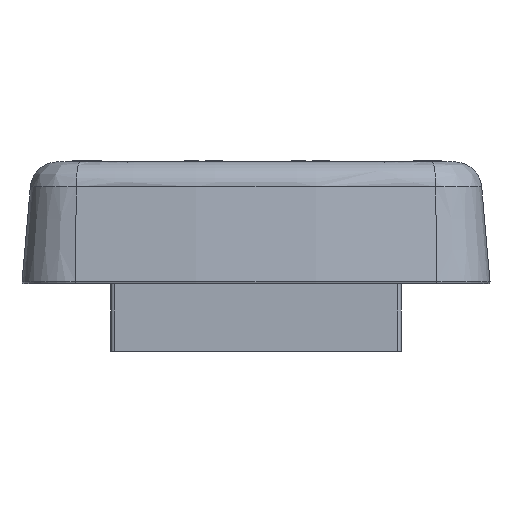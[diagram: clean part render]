
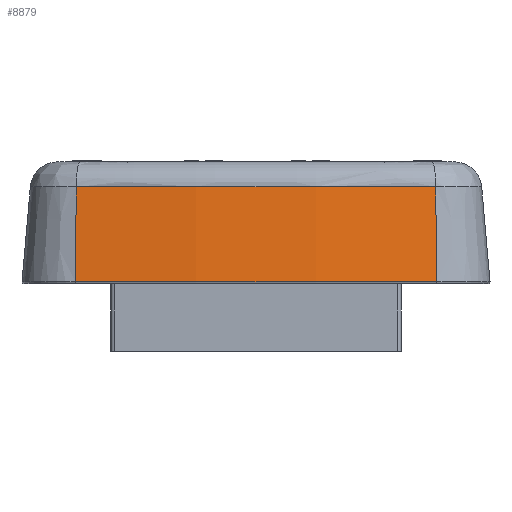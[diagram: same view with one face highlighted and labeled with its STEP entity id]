
A CAD part, left-side view. The second image highlights one B-rep face of the part: STEP entity #8879.
In plain terms, the highlighted conical face has half-angle 5 degrees and reference radius 182.518 mm.
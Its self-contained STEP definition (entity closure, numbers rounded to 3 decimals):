
#177=CONICAL_SURFACE('',#26855,182.518,5.);
#3190=LINE('',#41304,#6221);
#3191=LINE('',#41308,#6222);
#6221=VECTOR('',#33325,1.);
#6222=VECTOR('',#33330,1.);
#7582=FACE_OUTER_BOUND('',#11458,.T.);
#8879=ADVANCED_FACE('',(#7582),#177,.T.);
#11458=EDGE_LOOP('',(#18984,#18985,#18986,#18987));
#11911=CIRCLE('',#26835,182.003);
#11925=CIRCLE('',#26854,183.033);
#18984=ORIENTED_EDGE('',*,*,#25001,.F.);
#18985=ORIENTED_EDGE('',*,*,#25018,.T.);
#18986=ORIENTED_EDGE('',*,*,#25019,.F.);
#18987=ORIENTED_EDGE('',*,*,#25020,.F.);
#21458=VERTEX_POINT('',#41209);
#21459=VERTEX_POINT('',#41211);
#21467=VERTEX_POINT('',#41303);
#21468=VERTEX_POINT('',#41307);
#25001=EDGE_CURVE('',#21458,#21459,#11911,.T.);
#25018=EDGE_CURVE('',#21458,#21467,#3190,.T.);
#25019=EDGE_CURVE('',#21468,#21467,#11925,.T.);
#25020=EDGE_CURVE('',#21459,#21468,#3191,.T.);
#26835=AXIS2_PLACEMENT_3D('',#41210,#33286,#33287);
#26854=AXIS2_PLACEMENT_3D('',#41306,#33328,#33329);
#26855=AXIS2_PLACEMENT_3D('',#41309,#33331,#33332);
#33286=DIRECTION('',(0.,0.,1.));
#33287=DIRECTION('',(-0.992,0.123,0.));
#33325=DIRECTION('',(-0.086,0.011,-0.996));
#33328=DIRECTION('',(0.,0.,-1.));
#33329=DIRECTION('',(-0.992,-0.123,0.));
#33330=DIRECTION('',(-0.086,-0.011,-0.996));
#33331=DIRECTION('',(0.,0.,-1.));
#33332=DIRECTION('',(1.,0.,0.));
#41209=CARTESIAN_POINT('',(-72.382,22.297,11.396));
#41210=CARTESIAN_POINT('',(108.25,0.,11.396));
#41211=CARTESIAN_POINT('',(-72.382,-22.297,11.396));
#41303=CARTESIAN_POINT('',(-73.405,22.423,-0.383));
#41304=CARTESIAN_POINT('',(-72.382,22.297,11.396));
#41306=CARTESIAN_POINT('',(108.25,0.,-0.383));
#41307=CARTESIAN_POINT('',(-73.405,-22.423,-0.383));
#41308=CARTESIAN_POINT('',(-72.382,-22.297,11.396));
#41309=CARTESIAN_POINT('',(108.25,0.,5.507));
